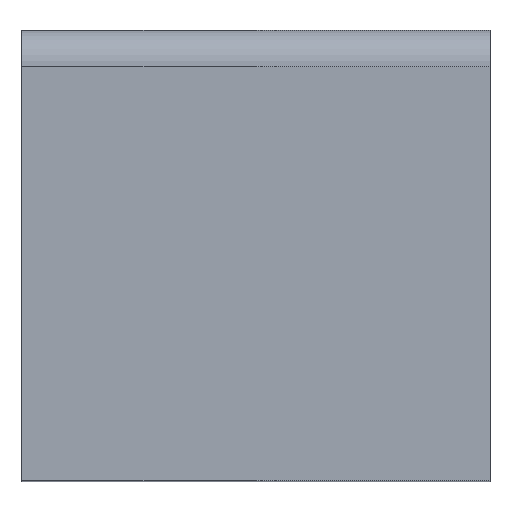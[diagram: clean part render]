
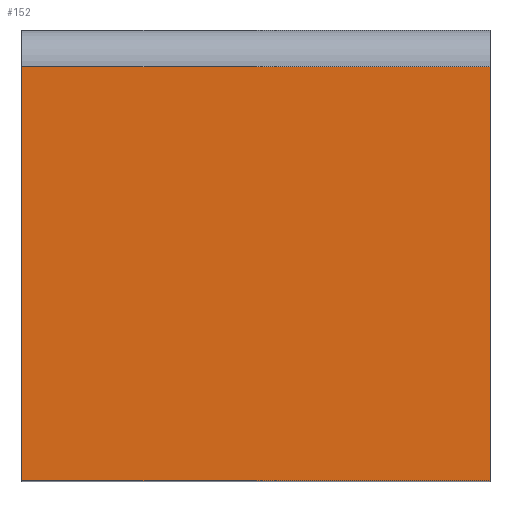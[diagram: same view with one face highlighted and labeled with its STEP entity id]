
A CAD part, top view. The second image highlights one B-rep face of the part: STEP entity #152.
In plain terms, the highlighted planar face has unit normal (0, 0, 1).
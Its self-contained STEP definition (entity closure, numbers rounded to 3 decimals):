
#17 = DIRECTION ( 'NONE',  ( 0., 1., 0. ) ) ;
#21 = VERTEX_POINT ( 'NONE', #448 ) ;
#51 = DIRECTION ( 'NONE',  ( -1., 0., 0. ) ) ;
#58 = CARTESIAN_POINT ( 'NONE',  ( -5., 4.421, 3.146 ) ) ;
#86 = VERTEX_POINT ( 'NONE', #58 ) ;
#94 = EDGE_LOOP ( 'NONE', ( #746, #276, #701, #208 ) ) ;
#131 = VECTOR ( 'NONE', #677, 1000. ) ;
#152 = ADVANCED_FACE ( 'NONE', ( #837 ), #298, .T. ) ;
#201 = VERTEX_POINT ( 'NONE', #651 ) ;
#208 = ORIENTED_EDGE ( 'NONE', *, *, #406, .T. ) ;
#229 = EDGE_CURVE ( 'NONE', #86, #21, #784, .T. ) ;
#236 = AXIS2_PLACEMENT_3D ( 'NONE', #688, #288, #292 ) ;
#276 = ORIENTED_EDGE ( 'NONE', *, *, #380, .F. ) ;
#280 = LINE ( 'NONE', #803, #131 ) ;
#288 = DIRECTION ( 'NONE',  ( 0., 0., 1. ) ) ;
#292 = DIRECTION ( 'NONE',  ( 1., 0., 0. ) ) ;
#298 = PLANE ( 'NONE',  #236 ) ;
#380 = EDGE_CURVE ( 'NONE', #201, #21, #280, .T. ) ;
#381 = VECTOR ( 'NONE', #17, 1000. ) ;
#406 = EDGE_CURVE ( 'NONE', #428, #86, #467, .T. ) ;
#428 = VERTEX_POINT ( 'NONE', #691 ) ;
#448 = CARTESIAN_POINT ( 'NONE',  ( -5., 0., 3.146 ) ) ;
#467 = LINE ( 'NONE', #598, #866 ) ;
#469 = EDGE_CURVE ( 'NONE', #201, #428, #623, .T. ) ;
#591 = DIRECTION ( 'NONE',  ( 0., -1., 0. ) ) ;
#598 = CARTESIAN_POINT ( 'NONE',  ( -5., 4.421, 3.146 ) ) ;
#601 = VECTOR ( 'NONE', #591, 1000. ) ;
#623 = LINE ( 'NONE', #765, #381 ) ;
#651 = CARTESIAN_POINT ( 'NONE',  ( 0., 0., 3.146 ) ) ;
#677 = DIRECTION ( 'NONE',  ( -1., 0., 0. ) ) ;
#688 = CARTESIAN_POINT ( 'NONE',  ( -5., 0., 3.146 ) ) ;
#691 = CARTESIAN_POINT ( 'NONE',  ( 0., 4.421, 3.146 ) ) ;
#701 = ORIENTED_EDGE ( 'NONE', *, *, #469, .T. ) ;
#746 = ORIENTED_EDGE ( 'NONE', *, *, #229, .T. ) ;
#765 = CARTESIAN_POINT ( 'NONE',  ( 0., 0., 3.146 ) ) ;
#784 = LINE ( 'NONE', #793, #601 ) ;
#793 = CARTESIAN_POINT ( 'NONE',  ( -5., 4.435, 3.146 ) ) ;
#803 = CARTESIAN_POINT ( 'NONE',  ( -5., 0., 3.146 ) ) ;
#837 = FACE_OUTER_BOUND ( 'NONE', #94, .T. ) ;
#866 = VECTOR ( 'NONE', #51, 1000. ) ;
